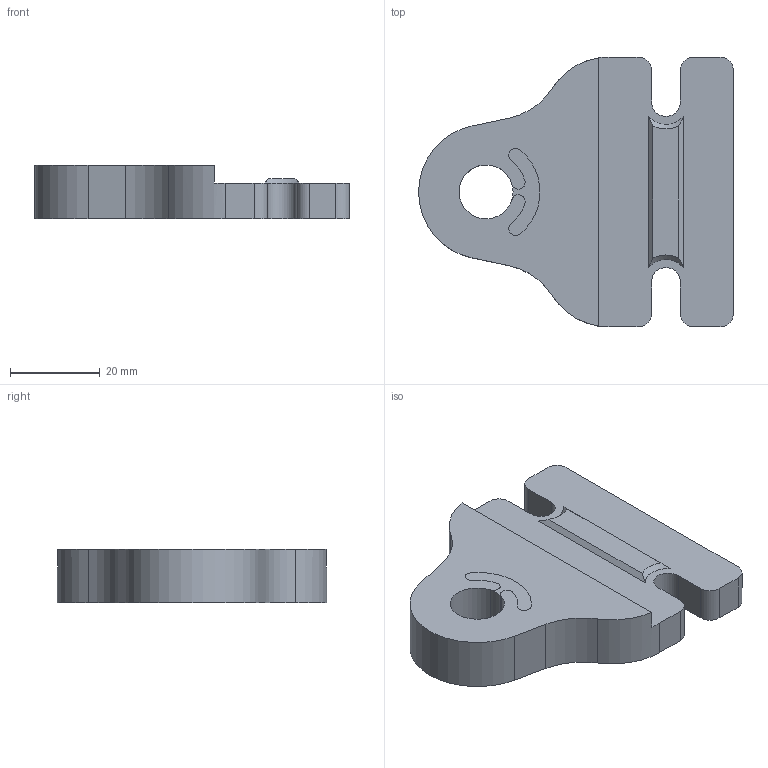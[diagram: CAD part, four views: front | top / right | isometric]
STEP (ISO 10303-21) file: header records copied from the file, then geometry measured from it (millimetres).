
FILE_DESCRIPTION(/* description */ (''),/* implementation_level */ '2;1');
FILE_NAME(/* name */ 'Z-Rod-Holder v17.step',/* time_stamp */ '2020-10-20T11:23:43+02:00',/* author */ (''),/* organization */ (''),/* preprocessor_version */ 'ST-DEVELOPER v18.1',/* originating_system */ 'Autodesk Translation Framework v9.3.0.1241',/* authorisation */ '');
FILE_SCHEMA (('AUTOMOTIVE_DESIGN { 1 0 10303 214 3 1 1 }'));
Length unit declared in the file: millimetre
Products named in the file (1): Z-Rod-Holder
Bounding box: 70 x 60 x 12 mm (x, y, z)
Volume: 29183.8 mm3; surface area: 10430.3 mm2
Topology: 2 solids, 2 shells, 53 faces, 144 edges, 96 vertices
Faces by surface type: cylinder 31, plane 20, cone 2
Entity records: 1745 total; most frequent: DIRECTION 316, CARTESIAN_POINT 302, ORIENTED_EDGE 288, EDGE_CURVE 144, AXIS2_PLACEMENT_3D 122, VERTEX_POINT 96, LINE 72, VECTOR 72
